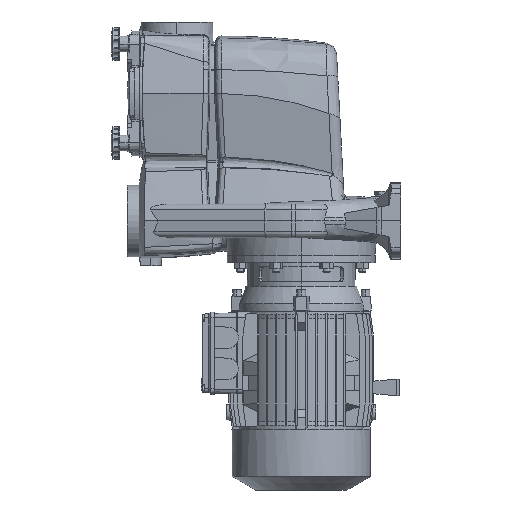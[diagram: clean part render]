
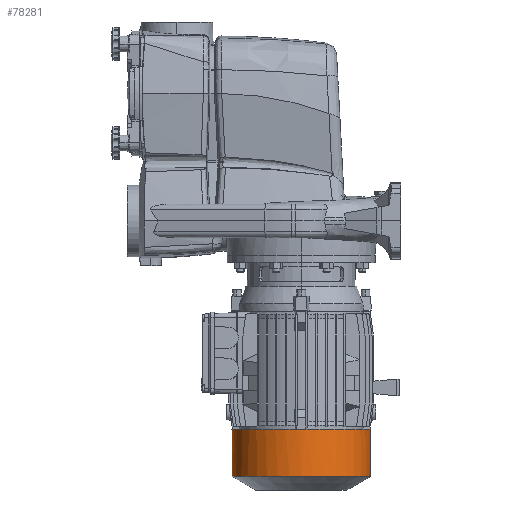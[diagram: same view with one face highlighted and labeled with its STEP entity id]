
A CAD part, left-side view. The second image highlights one B-rep face of the part: STEP entity #78281.
In plain terms, the highlighted cylindrical face has radius 111.3 mm (diameter 222.6 mm), a partial arc.
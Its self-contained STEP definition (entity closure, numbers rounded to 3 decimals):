
#1030 = ORIENTED_EDGE ( 'NONE', *, *, #60576, .F. ) ;
#2595 = LINE ( 'NONE', #75421, #93955 ) ;
#6173 = EDGE_CURVE ( 'NONE', #80236, #10878, #79795, .T. ) ;
#7792 = DIRECTION ( 'NONE',  ( 0., -1., 0. ) ) ;
#8002 = EDGE_CURVE ( 'NONE', #14397, #10878, #28092, .T. ) ;
#10878 = VERTEX_POINT ( 'NONE', #64680 ) ;
#11664 = DIRECTION ( 'NONE',  ( 0., -1., 0. ) ) ;
#12578 = CARTESIAN_POINT ( 'NONE',  ( 0., -111.3, -171.176 ) ) ;
#12765 = CARTESIAN_POINT ( 'NONE',  ( 0., 111.3, -95. ) ) ;
#12847 = VERTEX_POINT ( 'NONE', #16715 ) ;
#13646 = DIRECTION ( 'NONE',  ( 0., -1., 0. ) ) ;
#13904 = CARTESIAN_POINT ( 'NONE',  ( 0., 0., -171.176 ) ) ;
#14397 = VERTEX_POINT ( 'NONE', #112304 ) ;
#15422 = CARTESIAN_POINT ( 'NONE',  ( 0., 0., -95. ) ) ;
#15689 = VERTEX_POINT ( 'NONE', #86185 ) ;
#16715 = CARTESIAN_POINT ( 'NONE',  ( 0., 111.3, -171.176 ) ) ;
#19862 = CYLINDRICAL_SURFACE ( 'NONE', #30751, 111.3 ) ;
#20390 = AXIS2_PLACEMENT_3D ( 'NONE', #15422, #96568, #13646 ) ;
#22811 = AXIS2_PLACEMENT_3D ( 'NONE', #41096, #113863, #23180 ) ;
#23180 = DIRECTION ( 'NONE',  ( 0., -1., 0. ) ) ;
#25715 = CARTESIAN_POINT ( 'NONE',  ( 0., 0., -95. ) ) ;
#28092 = CIRCLE ( 'NONE', #20390, 111.3 ) ;
#28563 = EDGE_CURVE ( 'NONE', #29067, #92852, #34167, .T. ) ;
#29067 = VERTEX_POINT ( 'NONE', #12765 ) ;
#30751 = AXIS2_PLACEMENT_3D ( 'NONE', #84280, #93840, #84852 ) ;
#34167 = CIRCLE ( 'NONE', #22811, 111.3 ) ;
#36036 = FACE_OUTER_BOUND ( 'NONE', #79007, .T. ) ;
#41096 = CARTESIAN_POINT ( 'NONE',  ( 0., 0., -95. ) ) ;
#44770 = ORIENTED_EDGE ( 'NONE', *, *, #102543, .F. ) ;
#46564 = AXIS2_PLACEMENT_3D ( 'NONE', #25715, #99096, #7792 ) ;
#49620 = CARTESIAN_POINT ( 'NONE',  ( -7.543, 111.044, -95. ) ) ;
#57307 = CARTESIAN_POINT ( 'NONE',  ( -111.044, -7.543, -95. ) ) ;
#59927 = DIRECTION ( 'NONE',  ( 0., 0., 1. ) ) ;
#60576 = EDGE_CURVE ( 'NONE', #92852, #15689, #113810, .T. ) ;
#64680 = CARTESIAN_POINT ( 'NONE',  ( 0., -111.3, -95. ) ) ;
#70016 = EDGE_CURVE ( 'NONE', #12847, #80236, #70469, .T. ) ;
#70469 = CIRCLE ( 'NONE', #118163, 111.3 ) ;
#73338 = ORIENTED_EDGE ( 'NONE', *, *, #6173, .T. ) ;
#75421 = CARTESIAN_POINT ( 'NONE',  ( 0., 111.3, -191.8 ) ) ;
#76186 = DIRECTION ( 'NONE',  ( 0., 0., 1. ) ) ;
#78281 = ADVANCED_FACE ( 'NONE', ( #36036 ), #19862, .T. ) ;
#78337 = DIRECTION ( 'NONE',  ( 0., -1., 0. ) ) ;
#79007 = EDGE_LOOP ( 'NONE', ( #88278, #103963, #73338, #105953, #44770, #109143, #1030, #109544 ) ) ;
#79795 = LINE ( 'NONE', #99482, #105996 ) ;
#80236 = VERTEX_POINT ( 'NONE', #12578 ) ;
#84280 = CARTESIAN_POINT ( 'NONE',  ( 0., 0., -191.8 ) ) ;
#84852 = DIRECTION ( 'NONE',  ( 0., -1., 0. ) ) ;
#86185 = CARTESIAN_POINT ( 'NONE',  ( -111.044, 7.543, -95. ) ) ;
#86680 = DIRECTION ( 'NONE',  ( 0., 0., 1. ) ) ;
#86866 = CARTESIAN_POINT ( 'NONE',  ( 0., 0., -95. ) ) ;
#88278 = ORIENTED_EDGE ( 'NONE', *, *, #95912, .F. ) ;
#92852 = VERTEX_POINT ( 'NONE', #49620 ) ;
#93840 = DIRECTION ( 'NONE',  ( 0., 0., 1. ) ) ;
#93955 = VECTOR ( 'NONE', #112407, 1000. ) ;
#95912 = EDGE_CURVE ( 'NONE', #12847, #29067, #2595, .T. ) ;
#96423 = EDGE_CURVE ( 'NONE', #15689, #99869, #116873, .T. ) ;
#96568 = DIRECTION ( 'NONE',  ( 0., 0., 1. ) ) ;
#99096 = DIRECTION ( 'NONE',  ( 0., 0., 1. ) ) ;
#99482 = CARTESIAN_POINT ( 'NONE',  ( 0., -111.3, -191.8 ) ) ;
#99869 = VERTEX_POINT ( 'NONE', #57307 ) ;
#102543 = EDGE_CURVE ( 'NONE', #99869, #14397, #115155, .T. ) ;
#103617 = DIRECTION ( 'NONE',  ( 0., -1., 0. ) ) ;
#103963 = ORIENTED_EDGE ( 'NONE', *, *, #70016, .T. ) ;
#105953 = ORIENTED_EDGE ( 'NONE', *, *, #8002, .F. ) ;
#105996 = VECTOR ( 'NONE', #106663, 1000. ) ;
#106663 = DIRECTION ( 'NONE',  ( 0., 0., 1. ) ) ;
#109143 = ORIENTED_EDGE ( 'NONE', *, *, #96423, .F. ) ;
#109207 = AXIS2_PLACEMENT_3D ( 'NONE', #86866, #76186, #103617 ) ;
#109544 = ORIENTED_EDGE ( 'NONE', *, *, #28563, .F. ) ;
#112304 = CARTESIAN_POINT ( 'NONE',  ( -7.543, -111.044, -95. ) ) ;
#112407 = DIRECTION ( 'NONE',  ( 0., 0., 1. ) ) ;
#112481 = CARTESIAN_POINT ( 'NONE',  ( 0., 0., -95. ) ) ;
#113810 = CIRCLE ( 'NONE', #117728, 111.3 ) ;
#113863 = DIRECTION ( 'NONE',  ( 0., 0., 1. ) ) ;
#115155 = CIRCLE ( 'NONE', #46564, 111.3 ) ;
#116873 = CIRCLE ( 'NONE', #109207, 111.3 ) ;
#117728 = AXIS2_PLACEMENT_3D ( 'NONE', #112481, #59927, #11664 ) ;
#118163 = AXIS2_PLACEMENT_3D ( 'NONE', #13904, #86680, #78337 ) ;
